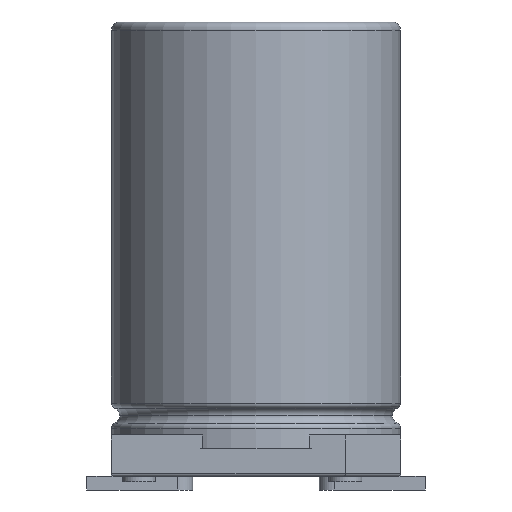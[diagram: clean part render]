
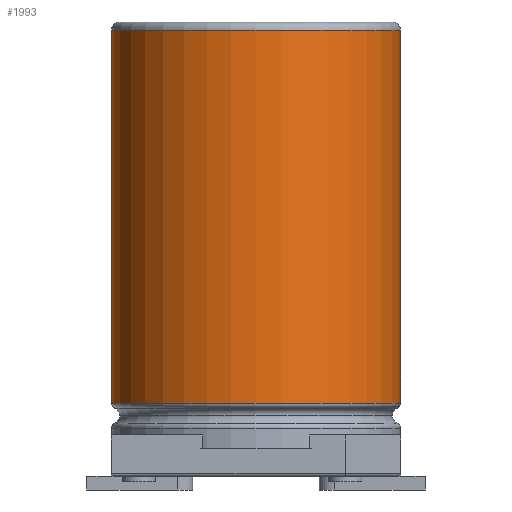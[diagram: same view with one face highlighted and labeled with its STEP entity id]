
A CAD part, front view. The second image highlights one B-rep face of the part: STEP entity #1993.
In plain terms, the highlighted cylindrical face has radius 5.25 mm (diameter 10.5 mm), a partial arc.
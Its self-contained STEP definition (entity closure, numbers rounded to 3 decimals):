
#377 = CARTESIAN_POINT ( 'NONE',  ( 0., 0., 0. ) ) ;
#378 = DIRECTION ( 'NONE',  ( 0., 0., -1. ) ) ;
#379 = DIRECTION ( 'NONE',  ( -1., 0., 0. ) ) ;
#535 = FACE_OUTER_BOUND ( 'NONE', #1872, .T. ) ;
#536 = CYLINDRICAL_SURFACE ( 'NONE', #540, 5.25 ) ;
#540 = AXIS2_PLACEMENT_3D ( 'NONE', #377, #378, #379 ) ;
#749 = LINE ( 'NONE', #750, #965 ) ;
#750 = CARTESIAN_POINT ( 'NONE',  ( -5.25, 0., 0. ) ) ;
#751 = DIRECTION ( 'NONE',  ( 0., 0., -1. ) ) ;
#761 = LINE ( 'NONE', #762, #970 ) ;
#762 = CARTESIAN_POINT ( 'NONE',  ( 5.25, 0., 0. ) ) ;
#763 = DIRECTION ( 'NONE',  ( 0., 0., -1. ) ) ;
#965 = VECTOR ( 'NONE', #751, 1000. ) ;
#970 = VECTOR ( 'NONE', #763, 1000. ) ;
#1609 = VERTEX_POINT ( 'NONE', #5877 ) ;
#1612 = VERTEX_POINT ( 'NONE', #5880 ) ;
#1613 = VERTEX_POINT ( 'NONE', #5881 ) ;
#1614 = VERTEX_POINT ( 'NONE', #5882 ) ;
#1872 = EDGE_LOOP ( 'NONE', ( #5729, #5730, #5731, #5728 ) ) ;
#1917 = EDGE_CURVE ( 'NONE', #1612, #1609, #6073, .T. ) ;
#1918 = EDGE_CURVE ( 'NONE', #1613, #1614, #6074, .T. ) ;
#1993 = ADVANCED_FACE ( 'NONE', ( #535 ), #536, .T. ) ;
#2061 = EDGE_CURVE ( 'NONE', #1614, #1609, #749, .T. ) ;
#2065 = EDGE_CURVE ( 'NONE', #1613, #1612, #761, .T. ) ;
#5420 = AXIS2_PLACEMENT_3D ( 'NONE', #6413, #6414, #6415 ) ;
#5421 = AXIS2_PLACEMENT_3D ( 'NONE', #6410, #6411, #6412 ) ;
#5728 = ORIENTED_EDGE ( 'NONE', *, *, #1917, .F. ) ;
#5729 = ORIENTED_EDGE ( 'NONE', *, *, #2065, .F. ) ;
#5730 = ORIENTED_EDGE ( 'NONE', *, *, #1918, .T. ) ;
#5731 = ORIENTED_EDGE ( 'NONE', *, *, #2061, .T. ) ;
#5877 = CARTESIAN_POINT ( 'NONE',  ( -5.25, 0., 3.158 ) ) ;
#5880 = CARTESIAN_POINT ( 'NONE',  ( 5.25, 0., 3.158 ) ) ;
#5881 = CARTESIAN_POINT ( 'NONE',  ( 5.25, 0., 16.7 ) ) ;
#5882 = CARTESIAN_POINT ( 'NONE',  ( -5.25, 0., 16.7 ) ) ;
#6073 = CIRCLE ( 'NONE', #5421, 5.25 ) ;
#6074 = CIRCLE ( 'NONE', #5420, 5.25 ) ;
#6410 = CARTESIAN_POINT ( 'NONE',  ( 0., 0., 3.158 ) ) ;
#6411 = DIRECTION ( 'NONE',  ( 0., 0., -1. ) ) ;
#6412 = DIRECTION ( 'NONE',  ( -1., 0., 0. ) ) ;
#6413 = CARTESIAN_POINT ( 'NONE',  ( 0., 0., 16.7 ) ) ;
#6414 = DIRECTION ( 'NONE',  ( 0., 0., -1. ) ) ;
#6415 = DIRECTION ( 'NONE',  ( -1., 0., 0. ) ) ;
